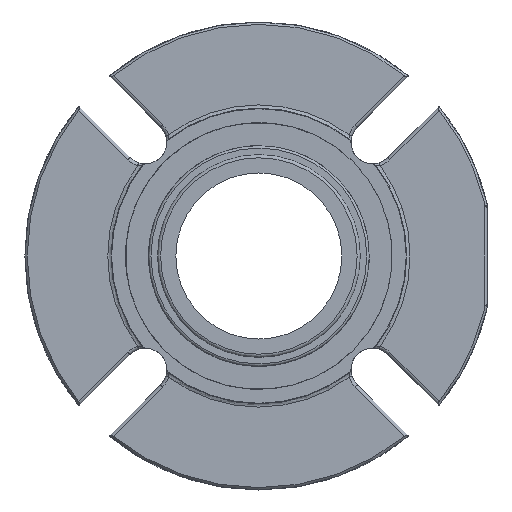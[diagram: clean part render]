
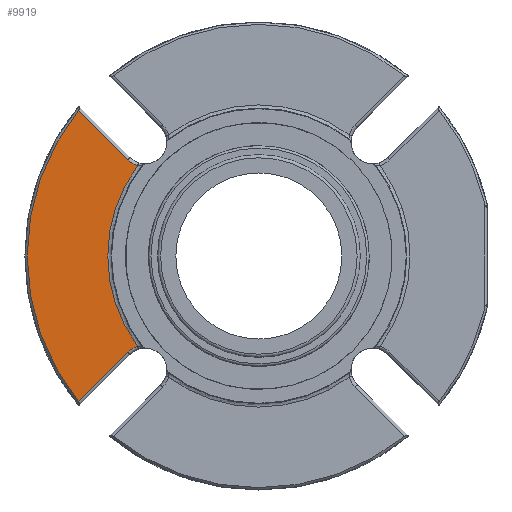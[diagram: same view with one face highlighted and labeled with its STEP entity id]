
A CAD part, left-side view. The second image highlights one B-rep face of the part: STEP entity #9919.
In plain terms, the highlighted planar face has unit normal (-1, 0, 0).
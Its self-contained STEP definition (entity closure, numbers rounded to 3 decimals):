
#1169=LINE('',#20106,#1676);
#1171=LINE('',#20112,#1678);
#1676=VECTOR('',#13095,1000.);
#1678=VECTOR('',#13101,1000.);
#1906=PLANE('',#10855);
#4141=ORIENTED_EDGE('',*,*,#6082,.T.);
#4142=ORIENTED_EDGE('',*,*,#5877,.F.);
#4143=ORIENTED_EDGE('',*,*,#6079,.T.);
#4144=ORIENTED_EDGE('',*,*,#6083,.T.);
#4145=ORIENTED_EDGE('',*,*,#6084,.T.);
#4146=ORIENTED_EDGE('',*,*,#6085,.T.);
#5877=EDGE_CURVE('',#7046,#7047,#7682,.T.);
#6079=EDGE_CURVE('',#7046,#7155,#1169,.F.);
#6082=EDGE_CURVE('',#7157,#7047,#1171,.F.);
#6083=EDGE_CURVE('',#7155,#7158,#7777,.F.);
#6084=EDGE_CURVE('',#7158,#7159,#7778,.F.);
#6085=EDGE_CURVE('',#7159,#7157,#7779,.F.);
#7046=VERTEX_POINT('',#19269);
#7047=VERTEX_POINT('',#19270);
#7155=VERTEX_POINT('',#20107);
#7157=VERTEX_POINT('',#20113);
#7158=VERTEX_POINT('',#20115);
#7159=VERTEX_POINT('',#20117);
#7682=CIRCLE('',#10687,75.311);
#7777=CIRCLE('',#10856,8.);
#7778=CIRCLE('',#10857,49.125);
#7779=CIRCLE('',#10858,8.);
#8401=EDGE_LOOP('',(#4141,#4142,#4143,#4144,#4145,#4146));
#9097=FACE_BOUND('',#8401,.T.);
#9919=ADVANCED_FACE('',(#9097),#1906,.T.);
#10687=AXIS2_PLACEMENT_3D('',#19268,#12705,#12706);
#10855=AXIS2_PLACEMENT_3D('',#20111,#13099,#13100);
#10856=AXIS2_PLACEMENT_3D('',#20114,#13102,#13103);
#10857=AXIS2_PLACEMENT_3D('',#20116,#13104,#13105);
#10858=AXIS2_PLACEMENT_3D('',#20118,#13106,#13107);
#12705=DIRECTION('',(1.,0.,0.));
#12706=DIRECTION('',(0.,0.,1.));
#13095=DIRECTION('',(0.,0.707,-0.707));
#13099=DIRECTION('',(-1.,0.,0.));
#13100=DIRECTION('',(0.,-1.,0.));
#13101=DIRECTION('',(0.,-0.707,-0.707));
#13102=DIRECTION('',(-1.,0.,0.));
#13103=DIRECTION('',(0.,-1.,0.));
#13104=DIRECTION('',(-1.,0.,0.));
#13105=DIRECTION('',(0.,-1.,0.));
#13106=DIRECTION('',(-1.,0.,0.));
#13107=DIRECTION('',(0.,-1.,0.));
#19268=CARTESIAN_POINT('',(-8.382,0.,0.));
#19269=CARTESIAN_POINT('',(-8.382,58.608,-47.295));
#19270=CARTESIAN_POINT('',(-8.382,58.608,47.295));
#20106=CARTESIAN_POINT('',(-8.382,42.603,-31.289));
#20107=CARTESIAN_POINT('',(-8.382,42.603,-31.289));
#20111=CARTESIAN_POINT('',(-8.382,76.85,0.));
#20112=CARTESIAN_POINT('',(-8.382,59.772,48.458));
#20113=CARTESIAN_POINT('',(-8.382,42.603,31.289));
#20114=CARTESIAN_POINT('',(-8.382,36.946,-36.946));
#20115=CARTESIAN_POINT('',(-8.382,39.406,-29.334));
#20116=CARTESIAN_POINT('',(-8.382,0.,0.));
#20117=CARTESIAN_POINT('',(-8.382,39.406,29.334));
#20118=CARTESIAN_POINT('',(-8.382,36.946,36.946));
